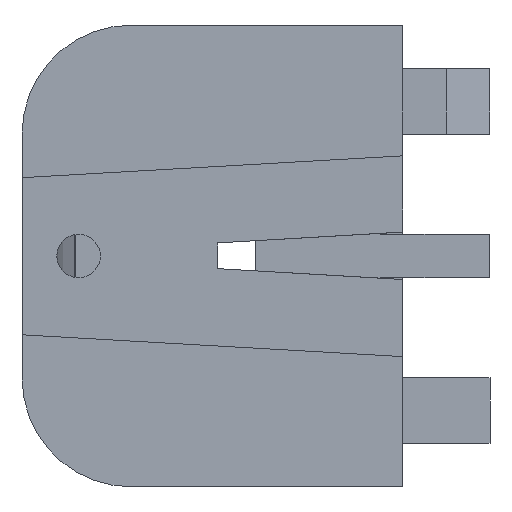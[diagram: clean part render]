
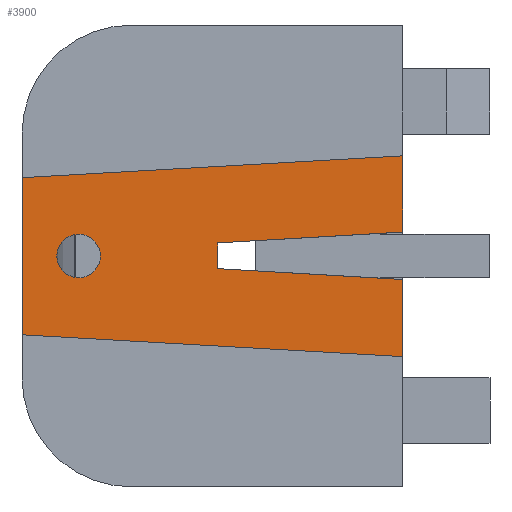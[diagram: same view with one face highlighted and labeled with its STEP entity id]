
A CAD part, left-side view. The second image highlights one B-rep face of the part: STEP entity #3900.
In plain terms, the highlighted planar face has unit normal (-1, 0, 0).
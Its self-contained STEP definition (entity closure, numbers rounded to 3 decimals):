
#71=FACE_BOUND('',#567,.T.);
#139=CIRCLE('',#4167,1.);
#343=FACE_OUTER_BOUND('',#566,.T.);
#566=EDGE_LOOP('',(#3379,#3380,#3381,#3382,#3383,#3384,#3385,#3386));
#567=EDGE_LOOP('',(#3387));
#803=LINE('',#5619,#1273);
#807=LINE('',#5627,#1277);
#880=LINE('',#7135,#1350);
#884=LINE('',#7145,#1354);
#902=LINE('',#7188,#1372);
#906=LINE('',#7196,#1376);
#910=LINE('',#7203,#1380);
#990=LINE('',#7361,#1460);
#1273=VECTOR('',#4571,1.);
#1277=VECTOR('',#4575,1.);
#1350=VECTOR('',#4818,1.);
#1354=VECTOR('',#4828,1.);
#1372=VECTOR('',#4872,1.);
#1376=VECTOR('',#4878,1.);
#1380=VECTOR('',#4884,1.);
#1460=VECTOR('',#5028,1.);
#1694=VERTEX_POINT('',#5616);
#1695=VERTEX_POINT('',#5618);
#1698=VERTEX_POINT('',#5624);
#1699=VERTEX_POINT('',#5626);
#1779=VERTEX_POINT('',#7134);
#1782=VERTEX_POINT('',#7144);
#1794=VERTEX_POINT('',#7187);
#1797=VERTEX_POINT('',#7195);
#1845=VERTEX_POINT('',#7357);
#2113=EDGE_CURVE('',#1694,#1695,#803,.T.);
#2117=EDGE_CURVE('',#1698,#1699,#807,.T.);
#2249=EDGE_CURVE('',#1779,#1699,#880,.T.);
#2254=EDGE_CURVE('',#1694,#1782,#884,.T.);
#2276=EDGE_CURVE('',#1794,#1695,#902,.T.);
#2280=EDGE_CURVE('',#1797,#1794,#906,.T.);
#2284=EDGE_CURVE('',#1698,#1797,#910,.T.);
#2365=EDGE_CURVE('',#1845,#1845,#139,.T.);
#2366=EDGE_CURVE('',#1779,#1782,#990,.T.);
#3379=ORIENTED_EDGE('',*,*,#2249,.T.);
#3380=ORIENTED_EDGE('',*,*,#2117,.F.);
#3381=ORIENTED_EDGE('',*,*,#2284,.T.);
#3382=ORIENTED_EDGE('',*,*,#2280,.T.);
#3383=ORIENTED_EDGE('',*,*,#2276,.T.);
#3384=ORIENTED_EDGE('',*,*,#2113,.F.);
#3385=ORIENTED_EDGE('',*,*,#2254,.T.);
#3386=ORIENTED_EDGE('',*,*,#2366,.F.);
#3387=ORIENTED_EDGE('',*,*,#2365,.T.);
#3697=PLANE('',#4175);
#3900=ADVANCED_FACE('',(#343,#71),#3697,.T.);
#4167=AXIS2_PLACEMENT_3D('',#7359,#5024,#5025);
#4175=AXIS2_PLACEMENT_3D('',#7371,#5044,#5045);
#4571=DIRECTION('',(0.,0.,-1.));
#4575=DIRECTION('',(0.,0.,-1.));
#4818=DIRECTION('',(0.,-0.998,-0.057));
#4828=DIRECTION('',(0.,0.998,-0.057));
#4872=DIRECTION('',(0.,-0.998,0.059));
#4878=DIRECTION('',(0.,0.,1.));
#4884=DIRECTION('',(0.,0.998,0.059));
#5024=DIRECTION('center_axis',(1.,0.,0.));
#5025=DIRECTION('ref_axis',(0.,0.,-1.));
#5028=DIRECTION('',(0.,0.,1.));
#5044=DIRECTION('center_axis',(-1.,0.,0.));
#5045=DIRECTION('ref_axis',(0.,0.,1.));
#5616=CARTESIAN_POINT('',(-39.5,0.,4.6));
#5618=CARTESIAN_POINT('',(-39.5,0.,1.1));
#5619=CARTESIAN_POINT('',(-39.5,0.,10.6));
#5624=CARTESIAN_POINT('',(-39.5,0.,-1.079));
#5626=CARTESIAN_POINT('',(-39.5,0.,-4.621));
#5627=CARTESIAN_POINT('',(-39.5,0.,10.6));
#7134=CARTESIAN_POINT('',(-39.5,17.5,-3.621));
#7135=CARTESIAN_POINT('',(-39.5,-0.17,-4.63));
#7144=CARTESIAN_POINT('',(-39.5,17.5,3.6));
#7145=CARTESIAN_POINT('',(-39.5,9.183,4.075));
#7187=CARTESIAN_POINT('',(-39.5,8.5,0.6));
#7188=CARTESIAN_POINT('',(-39.5,0.343,1.08));
#7195=CARTESIAN_POINT('',(-39.5,8.5,-0.579));
#7196=CARTESIAN_POINT('',(-39.5,8.5,-5.));
#7203=CARTESIAN_POINT('',(-39.5,3.971,-0.846));
#7357=CARTESIAN_POINT('',(-39.5,14.9,1.));
#7359=CARTESIAN_POINT('Origin',(-39.5,14.9,0.));
#7361=CARTESIAN_POINT('',(-39.5,17.5,10.6));
#7371=CARTESIAN_POINT('Origin',(-39.5,0.,-10.6));
